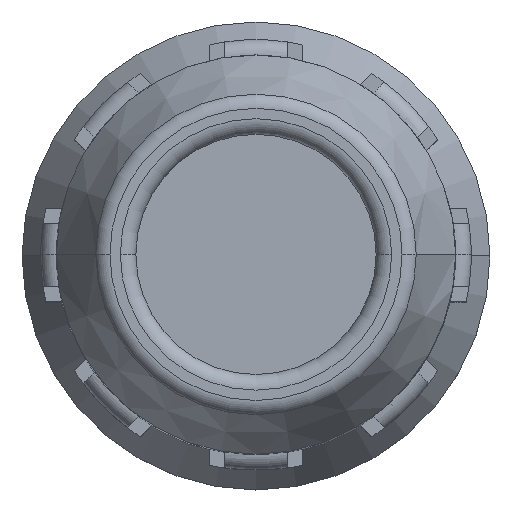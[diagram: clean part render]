
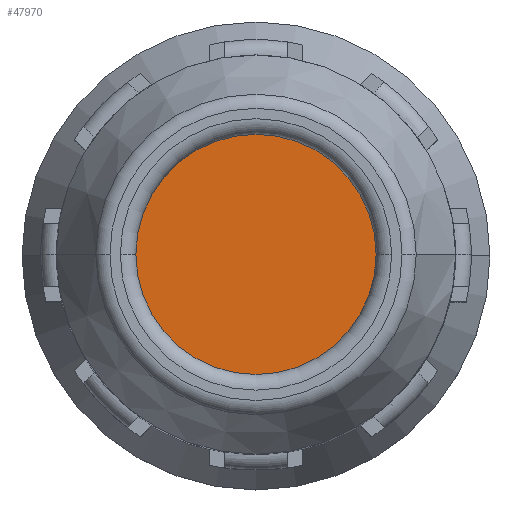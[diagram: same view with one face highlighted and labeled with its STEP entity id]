
A CAD part, top view. The second image highlights one B-rep face of the part: STEP entity #47970.
In plain terms, the highlighted planar face has unit normal (0, 0, 1).
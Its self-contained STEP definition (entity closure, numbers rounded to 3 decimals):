
#37830=CARTESIAN_POINT('',(-3.85,0.,36.8));
#37840=VERTEX_POINT('',#37830);
#37930=CARTESIAN_POINT('',(3.85,0.,36.8));
#37940=VERTEX_POINT('',#37930);
#37970=CARTESIAN_POINT('',(0.,0.,36.8));
#37980=DIRECTION('',(0.,0.,-1.));
#37990=DIRECTION('',(-1.,0.,0.));
#38000=AXIS2_PLACEMENT_3D('',#37970,#37980,#37990);
#38010=CIRCLE('',#38000,3.85);
#38020=EDGE_CURVE('',#37840,#37940,#38010,.T.);
#47870=CARTESIAN_POINT('',(-4.235,4.235,36.8));
#47880=DIRECTION('',(-0.,-0.,-1.));
#47890=DIRECTION('',(0.,-1.,0.));
#47900=AXIS2_PLACEMENT_3D('',#47870,#47880,#47890);
#47910=PLANE('',#47900);
#47920=EDGE_CURVE('',#37940,#37840,#38010,.T.);
#47930=ORIENTED_EDGE('',*,*,#47920,.F.);
#47940=ORIENTED_EDGE('',*,*,#38020,.F.);
#47950=EDGE_LOOP('',(#47940,#47930));
#47960=FACE_OUTER_BOUND('',#47950,.T.);
#47970=ADVANCED_FACE('',(#47960),#47910,.F.);
